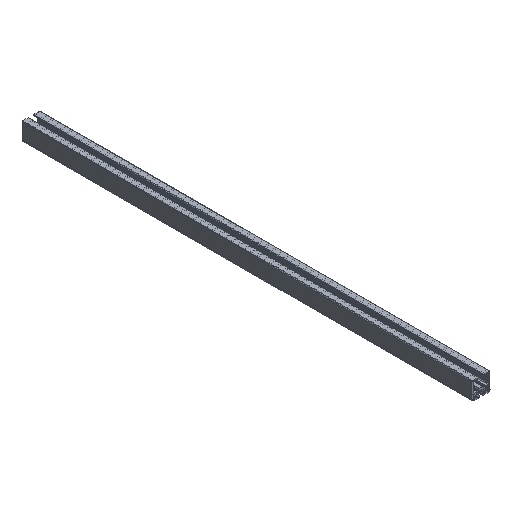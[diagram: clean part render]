
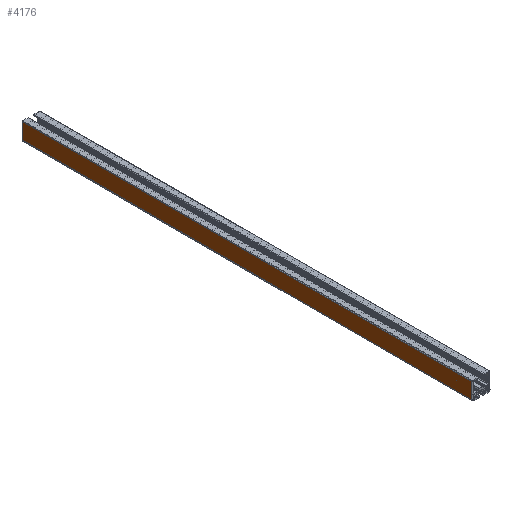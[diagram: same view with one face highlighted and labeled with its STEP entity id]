
A CAD part, isometric view. The second image highlights one B-rep face of the part: STEP entity #4176.
In plain terms, the highlighted planar face has unit normal (-1, 0, 0).
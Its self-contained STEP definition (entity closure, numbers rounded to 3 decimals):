
#66=PLANE('',#4596);
#238=FACE_OUTER_BOUND('',#454,.T.);
#454=EDGE_LOOP('',(#3173,#3174,#3175,#3176));
#768=LINE('',#6945,#1138);
#769=LINE('',#6949,#1139);
#770=LINE('',#6951,#1140);
#771=LINE('',#6952,#1141);
#1138=VECTOR('',#5640,10.);
#1139=VECTOR('',#5645,10.);
#1140=VECTOR('',#5646,10.);
#1141=VECTOR('',#5647,10.);
#1825=VERTEX_POINT('',#6942);
#1826=VERTEX_POINT('',#6944);
#1827=VERTEX_POINT('',#6948);
#1828=VERTEX_POINT('',#6950);
#2391=EDGE_CURVE('',#1825,#1826,#768,.T.);
#2393=EDGE_CURVE('',#1827,#1825,#769,.T.);
#2394=EDGE_CURVE('',#1827,#1828,#770,.T.);
#2395=EDGE_CURVE('',#1828,#1826,#771,.T.);
#3173=ORIENTED_EDGE('',*,*,#2393,.F.);
#3174=ORIENTED_EDGE('',*,*,#2394,.T.);
#3175=ORIENTED_EDGE('',*,*,#2395,.T.);
#3176=ORIENTED_EDGE('',*,*,#2391,.F.);
#4176=ADVANCED_FACE('',(#238),#66,.T.);
#4596=AXIS2_PLACEMENT_3D('',#6947,#5643,#5644);
#5640=DIRECTION('',(0.,1.,0.));
#5643=DIRECTION('center_axis',(-1.,0.,0.));
#5644=DIRECTION('ref_axis',(0.,0.,-1.));
#5645=DIRECTION('',(0.,0.,-1.));
#5646=DIRECTION('',(0.,1.,0.));
#5647=DIRECTION('',(0.,0.,-1.));
#6942=CARTESIAN_POINT('',(-19.999,-500.,-16.001));
#6944=CARTESIAN_POINT('',(-19.999,500.,-16.001));
#6945=CARTESIAN_POINT('',(-19.999,0.,-16.001));
#6947=CARTESIAN_POINT('Origin',(-20.001,0.,18.999));
#6948=CARTESIAN_POINT('',(-20.001,-500.,18.999));
#6949=CARTESIAN_POINT('',(-20.001,-500.,9.499));
#6950=CARTESIAN_POINT('',(-20.001,500.,18.999));
#6951=CARTESIAN_POINT('',(-20.001,0.,18.999));
#6952=CARTESIAN_POINT('',(-20.001,500.,9.499));
